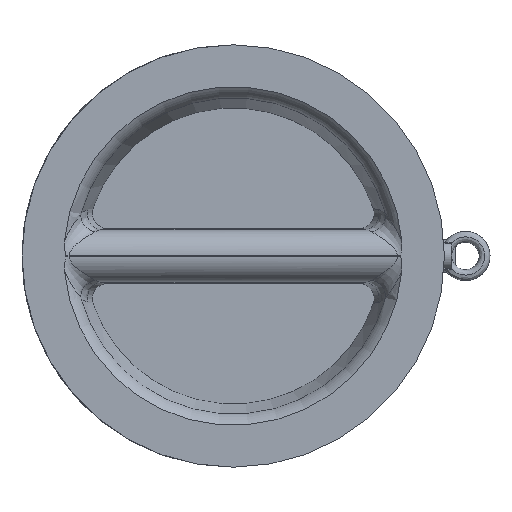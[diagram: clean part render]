
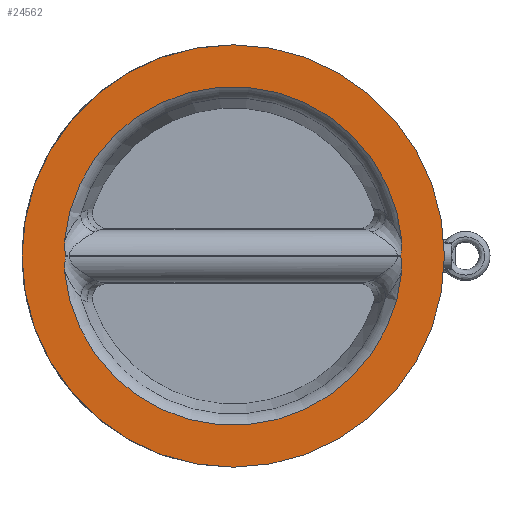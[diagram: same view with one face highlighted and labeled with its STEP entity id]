
A CAD part, front view. The second image highlights one B-rep face of the part: STEP entity #24562.
In plain terms, the highlighted planar face has unit normal (0, -1, 0).
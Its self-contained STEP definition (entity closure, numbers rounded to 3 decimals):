
#24405=CARTESIAN_POINT('',(0.0,-74.701,271.0));
#24406=VERTEX_POINT('',#24405);
#24407=CARTESIAN_POINT('',(0.0,-74.701,0.0));
#24408=DIRECTION('',(0.0,-1.0,0.0));
#24409=DIRECTION('',(0.0,0.0,1.0));
#24410=AXIS2_PLACEMENT_3D('',#24407,#24408,#24409);
#24411=CIRCLE('',#24410,271.0);
#24412=EDGE_CURVE('',#24406,#24406,#24411,.T.);
#24428=CARTESIAN_POINT('',(0.0,-74.701,135.5));
#24429=DIRECTION('',(0.0,1.0,0.0));
#24430=DIRECTION('',(0.0,0.0,1.0));
#24431=AXIS2_PLACEMENT_3D('',#24428,#24429,#24430);
#24432=PLANE('',#24431);
#24433=ORIENTED_EDGE('',*,*,#24412,.T.);
#24434=EDGE_LOOP('',(#24433));
#24435=FACE_OUTER_BOUND('',#24434,.T.);
#24436=CARTESIAN_POINT('',(-216.381,-74.701,19.479));
#24437=VERTEX_POINT('',#24436);
#24438=CARTESIAN_POINT('',(-215.085,-74.701,0.));
#24439=VERTEX_POINT('',#24438);
#24440=CARTESIAN_POINT('',(-216.381,-74.701,19.479));
#24441=CARTESIAN_POINT('',(-216.806,-74.701,14.76));
#24442=CARTESIAN_POINT('',(-216.494,-74.701,11.006));
#24443=CARTESIAN_POINT('',(-216.072,-74.701,7.976));
#24444=CARTESIAN_POINT('',(-215.967,-74.701,7.218));
#24445=CARTESIAN_POINT('',(-215.855,-74.701,6.506));
#24446=CARTESIAN_POINT('',(-215.747,-74.701,5.835));
#24447=CARTESIAN_POINT('',(-215.678,-74.701,5.404));
#24448=CARTESIAN_POINT('',(-215.61,-74.701,4.99));
#24449=CARTESIAN_POINT('',(-215.546,-74.701,4.592));
#24450=CARTESIAN_POINT('',(-215.517,-74.701,4.409));
#24451=CARTESIAN_POINT('',(-215.488,-74.701,4.227));
#24452=CARTESIAN_POINT('',(-215.46,-74.701,4.04));
#24453=CARTESIAN_POINT('',(-215.359,-74.701,3.386));
#24454=CARTESIAN_POINT('',(-215.26,-74.701,2.69));
#24455=CARTESIAN_POINT('',(-215.192,-74.701,2.016));
#24456=CARTESIAN_POINT('',(-215.151,-74.701,1.612));
#24457=CARTESIAN_POINT('',(-215.121,-74.701,1.215));
#24458=CARTESIAN_POINT('',(-215.103,-74.701,0.812));
#24459=CARTESIAN_POINT('',(-215.091,-74.701,0.542));
#24460=CARTESIAN_POINT('',(-215.085,-74.701,0.271));
#24461=CARTESIAN_POINT('',(-215.085,-74.701,0.));
#24462=B_SPLINE_CURVE_WITH_KNOTS('',3,(#24440,#24441,#24442,#24443,#24444,#24445,#24446,#24447,#24448,#24449,#24450,#24451,#24452,#24453,#24454,#24455,#24456,#24457,#24458,#24459,#24460,#24461),.UNSPECIFIED.,.F.,.U.,(4,3,3,3,3,3,3,4),(-1.571,-0.785,-0.589,-0.463,-0.405,-0.202,-0.081,0.0),.UNSPECIFIED.);
#24463=EDGE_CURVE('',#24437,#24439,#24462,.T.);
#24464=ORIENTED_EDGE('',*,*,#24463,.F.);
#24465=CARTESIAN_POINT('',(216.381,-74.701,19.479));
#24466=VERTEX_POINT('',#24465);
#24467=CARTESIAN_POINT('',(0.0,-74.701,0.0));
#24468=DIRECTION('',(0.0,-1.0,0.0));
#24469=DIRECTION('',(0.0,0.0,1.0));
#24470=AXIS2_PLACEMENT_3D('',#24467,#24468,#24469);
#24471=CIRCLE('',#24470,217.256);
#24472=EDGE_CURVE('',#24466,#24437,#24471,.T.);
#24473=ORIENTED_EDGE('',*,*,#24472,.F.);
#24474=CARTESIAN_POINT('',(215.085,-74.701,0.));
#24475=VERTEX_POINT('',#24474);
#24476=CARTESIAN_POINT('',(215.085,-74.701,0.));
#24477=CARTESIAN_POINT('',(215.085,-74.701,0.15));
#24478=CARTESIAN_POINT('',(215.087,-74.701,0.301));
#24479=CARTESIAN_POINT('',(215.095,-74.701,0.621));
#24480=CARTESIAN_POINT('',(215.102,-74.701,0.791));
#24481=CARTESIAN_POINT('',(215.13,-74.701,1.338));
#24482=CARTESIAN_POINT('',(215.16,-74.701,1.71));
#24483=CARTESIAN_POINT('',(215.443,-74.701,4.438));
#24484=CARTESIAN_POINT('',(216.033,-74.701,6.986));
#24485=CARTESIAN_POINT('',(216.615,-74.701,13.068));
#24486=CARTESIAN_POINT('',(216.691,-74.701,16.037));
#24487=CARTESIAN_POINT('',(216.381,-74.701,19.479));
#24488=B_SPLINE_CURVE_WITH_KNOTS('',3,(#24476,#24477,#24478,#24479,#24480,#24481,#24482,#24483,#24484,#24485,#24486,#24487),.UNSPECIFIED.,.F.,.U.,(4,2,2,2,2,4),(-2.762,-2.678,-2.582,-2.37,-1.037,0.0),.UNSPECIFIED.);
#24489=EDGE_CURVE('',#24475,#24466,#24488,.T.);
#24490=ORIENTED_EDGE('',*,*,#24489,.F.);
#24491=CARTESIAN_POINT('',(215.085,-74.701,0.));
#24492=VERTEX_POINT('',#24491);
#24493=CARTESIAN_POINT('',(0.0,-74.701,0.));
#24494=DIRECTION('',(0.0,-1.0,0.0));
#24495=DIRECTION('',(0.0,0.0,1.0));
#24496=AXIS2_PLACEMENT_3D('',#24493,#24494,#24495);
#24497=CIRCLE('',#24496,215.085);
#24498=EDGE_CURVE('',#24492,#24475,#24497,.T.);
#24499=ORIENTED_EDGE('',*,*,#24498,.F.);
#24500=CARTESIAN_POINT('',(216.381,-74.701,-19.479));
#24501=VERTEX_POINT('',#24500);
#24502=CARTESIAN_POINT('',(216.381,-74.701,-19.479));
#24503=CARTESIAN_POINT('',(216.806,-74.701,-14.758));
#24504=CARTESIAN_POINT('',(216.493,-74.701,-11.003));
#24505=CARTESIAN_POINT('',(216.072,-74.701,-7.972));
#24506=CARTESIAN_POINT('',(215.967,-74.701,-7.214));
#24507=CARTESIAN_POINT('',(215.855,-74.701,-6.502));
#24508=CARTESIAN_POINT('',(215.747,-74.701,-5.83));
#24509=CARTESIAN_POINT('',(215.676,-74.701,-5.395));
#24510=CARTESIAN_POINT('',(215.608,-74.701,-4.977));
#24511=CARTESIAN_POINT('',(215.544,-74.701,-4.575));
#24512=CARTESIAN_POINT('',(215.514,-74.701,-4.39));
#24513=CARTESIAN_POINT('',(215.485,-74.701,-4.206));
#24514=CARTESIAN_POINT('',(215.456,-74.701,-4.017));
#24515=CARTESIAN_POINT('',(215.356,-74.701,-3.366));
#24516=CARTESIAN_POINT('',(215.258,-74.701,-2.675));
#24517=CARTESIAN_POINT('',(215.191,-74.701,-2.004));
#24518=CARTESIAN_POINT('',(215.15,-74.701,-1.593));
#24519=CARTESIAN_POINT('',(215.119,-74.701,-1.188));
#24520=CARTESIAN_POINT('',(215.102,-74.701,-0.778));
#24521=CARTESIAN_POINT('',(215.091,-74.701,-0.519));
#24522=CARTESIAN_POINT('',(215.085,-74.701,-0.26));
#24523=CARTESIAN_POINT('',(215.085,-74.701,0.));
#24524=B_SPLINE_CURVE_WITH_KNOTS('',3,(#24502,#24503,#24504,#24505,#24506,#24507,#24508,#24509,#24510,#24511,#24512,#24513,#24514,#24515,#24516,#24517,#24518,#24519,#24520,#24521,#24522,#24523),.UNSPECIFIED.,.F.,.U.,(4,3,3,3,3,3,3,4),(-1.569,-0.785,-0.588,-0.461,-0.403,-0.201,-0.078,0.0),.UNSPECIFIED.);
#24525=EDGE_CURVE('',#24501,#24492,#24524,.T.);
#24526=ORIENTED_EDGE('',*,*,#24525,.F.);
#24527=CARTESIAN_POINT('',(-216.381,-74.701,-19.479));
#24528=VERTEX_POINT('',#24527);
#24529=CARTESIAN_POINT('',(0.0,-74.701,0.0));
#24530=DIRECTION('',(0.0,-1.0,0.0));
#24531=DIRECTION('',(0.0,0.0,1.0));
#24532=AXIS2_PLACEMENT_3D('',#24529,#24530,#24531);
#24533=CIRCLE('',#24532,217.256);
#24534=EDGE_CURVE('',#24528,#24501,#24533,.T.);
#24535=ORIENTED_EDGE('',*,*,#24534,.F.);
#24536=CARTESIAN_POINT('',(-215.085,-74.701,0.));
#24537=VERTEX_POINT('',#24536);
#24538=CARTESIAN_POINT('',(-215.085,-74.701,0.));
#24539=CARTESIAN_POINT('',(-215.085,-74.701,-0.15));
#24540=CARTESIAN_POINT('',(-215.087,-74.701,-0.301));
#24541=CARTESIAN_POINT('',(-215.095,-74.701,-0.621));
#24542=CARTESIAN_POINT('',(-215.102,-74.701,-0.791));
#24543=CARTESIAN_POINT('',(-215.13,-74.701,-1.338));
#24544=CARTESIAN_POINT('',(-215.16,-74.701,-1.71));
#24545=CARTESIAN_POINT('',(-215.443,-74.701,-4.438));
#24546=CARTESIAN_POINT('',(-216.033,-74.701,-6.986));
#24547=CARTESIAN_POINT('',(-216.615,-74.701,-13.068));
#24548=CARTESIAN_POINT('',(-216.691,-74.701,-16.037));
#24549=CARTESIAN_POINT('',(-216.381,-74.701,-19.479));
#24550=B_SPLINE_CURVE_WITH_KNOTS('',3,(#24538,#24539,#24540,#24541,#24542,#24543,#24544,#24545,#24546,#24547,#24548,#24549),.UNSPECIFIED.,.F.,.U.,(4,2,2,2,2,4),(-2.762,-2.678,-2.582,-2.37,-1.037,0.0),.UNSPECIFIED.);
#24551=EDGE_CURVE('',#24537,#24528,#24550,.T.);
#24552=ORIENTED_EDGE('',*,*,#24551,.F.);
#24553=CARTESIAN_POINT('',(0.0,-74.701,0.));
#24554=DIRECTION('',(0.0,-1.0,0.0));
#24555=DIRECTION('',(0.0,0.0,1.0));
#24556=AXIS2_PLACEMENT_3D('',#24553,#24554,#24555);
#24557=CIRCLE('',#24556,215.085);
#24558=EDGE_CURVE('',#24439,#24537,#24557,.T.);
#24559=ORIENTED_EDGE('',*,*,#24558,.F.);
#24560=EDGE_LOOP('',(#24464,#24473,#24490,#24499,#24526,#24535,#24552,#24559));
#24561=FACE_BOUND('',#24560,.T.);
#24562=ADVANCED_FACE('',(#24435,#24561),#24432,.F.);
